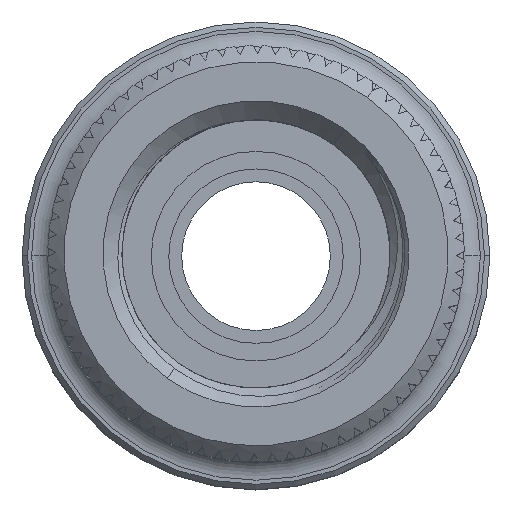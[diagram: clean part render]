
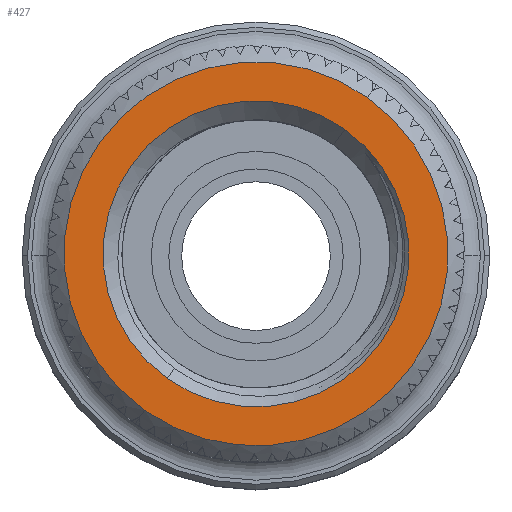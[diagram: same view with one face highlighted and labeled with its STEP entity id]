
A CAD part, top view. The second image highlights one B-rep face of the part: STEP entity #427.
In plain terms, the highlighted planar face has unit normal (0, 0, 1).
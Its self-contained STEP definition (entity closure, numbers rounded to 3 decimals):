
#244 = AXIS2_PLACEMENT_3D ( 'NONE', #7657, #6674, #4128 ) ;
#260 = VERTEX_POINT ( 'NONE', #9540 ) ;
#427 = ADVANCED_FACE ( 'NONE', ( #722, #4153 ), #6744, .T. ) ;
#722 = FACE_OUTER_BOUND ( 'NONE', #2401, .T. ) ;
#1249 = DIRECTION ( 'NONE',  ( -0.58, -0.815, 0. ) ) ;
#1272 = VERTEX_POINT ( 'NONE', #1464 ) ;
#1367 = ORIENTED_EDGE ( 'NONE', *, *, #8532, .T. ) ;
#1464 = CARTESIAN_POINT ( 'NONE',  ( -7.052, 8.323, 38.033 ) ) ;
#2228 = EDGE_LOOP ( 'NONE', ( #8962, #1367 ) ) ;
#2384 = EDGE_CURVE ( 'NONE', #260, #5788, #7661, .T. ) ;
#2401 = EDGE_LOOP ( 'NONE', ( #9173, #5592 ) ) ;
#2889 = CIRCLE ( 'NONE', #3949, 2.83 ) ;
#3165 = CARTESIAN_POINT ( 'NONE',  ( -8.693, 6.018, 38.033 ) ) ;
#3949 = AXIS2_PLACEMENT_3D ( 'NONE', #3165, #9998, #6875 ) ;
#4128 = DIRECTION ( 'NONE',  ( -0.58, -0.815, 0. ) ) ;
#4153 = FACE_BOUND ( 'NONE', #2228, .T. ) ;
#4627 = AXIS2_PLACEMENT_3D ( 'NONE', #8091, #10640, #1249 ) ;
#4717 = CARTESIAN_POINT ( 'NONE',  ( -10.334, 3.714, 38.033 ) ) ;
#5592 = ORIENTED_EDGE ( 'NONE', *, *, #2384, .T. ) ;
#5660 = CARTESIAN_POINT ( 'NONE',  ( -8.693, 6.018, 38.033 ) ) ;
#5721 = EDGE_CURVE ( 'NONE', #5788, #260, #10276, .T. ) ;
#5788 = VERTEX_POINT ( 'NONE', #9225 ) ;
#6217 = AXIS2_PLACEMENT_3D ( 'NONE', #10137, #9700, #7788 ) ;
#6667 = DIRECTION ( 'NONE',  ( 0., 0., -1. ) ) ;
#6674 = DIRECTION ( 'NONE',  ( 0., 0., 1. ) ) ;
#6744 = PLANE ( 'NONE',  #6217 ) ;
#6875 = DIRECTION ( 'NONE',  ( 0.58, 0.815, 0. ) ) ;
#7657 = CARTESIAN_POINT ( 'NONE',  ( -8.693, 6.018, 38.033 ) ) ;
#7661 = CIRCLE ( 'NONE', #4627, 3.55 ) ;
#7788 = DIRECTION ( 'NONE',  ( -0.58, -0.815, 0. ) ) ;
#8091 = CARTESIAN_POINT ( 'NONE',  ( -8.693, 6.018, 38.033 ) ) ;
#8374 = DIRECTION ( 'NONE',  ( 0.58, 0.815, 0. ) ) ;
#8476 = EDGE_CURVE ( 'NONE', #10067, #1272, #10009, .T. ) ;
#8532 = EDGE_CURVE ( 'NONE', #1272, #10067, #2889, .T. ) ;
#8962 = ORIENTED_EDGE ( 'NONE', *, *, #8476, .T. ) ;
#9173 = ORIENTED_EDGE ( 'NONE', *, *, #5721, .T. ) ;
#9225 = CARTESIAN_POINT ( 'NONE',  ( -6.634, 8.91, 38.033 ) ) ;
#9316 = AXIS2_PLACEMENT_3D ( 'NONE', #5660, #6667, #8374 ) ;
#9540 = CARTESIAN_POINT ( 'NONE',  ( -10.752, 3.127, 38.033 ) ) ;
#9700 = DIRECTION ( 'NONE',  ( 0., 0., 1. ) ) ;
#9998 = DIRECTION ( 'NONE',  ( 0., 0., -1. ) ) ;
#10009 = CIRCLE ( 'NONE', #9316, 2.83 ) ;
#10067 = VERTEX_POINT ( 'NONE', #4717 ) ;
#10137 = CARTESIAN_POINT ( 'NONE',  ( -6.46, 9.155, 38.033 ) ) ;
#10276 = CIRCLE ( 'NONE', #244, 3.55 ) ;
#10640 = DIRECTION ( 'NONE',  ( 0., 0., 1. ) ) ;
